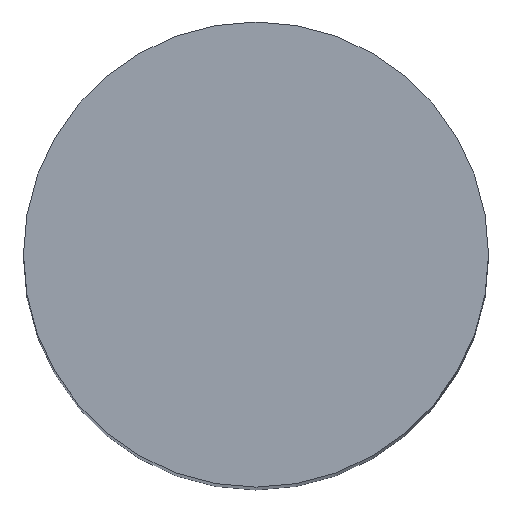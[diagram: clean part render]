
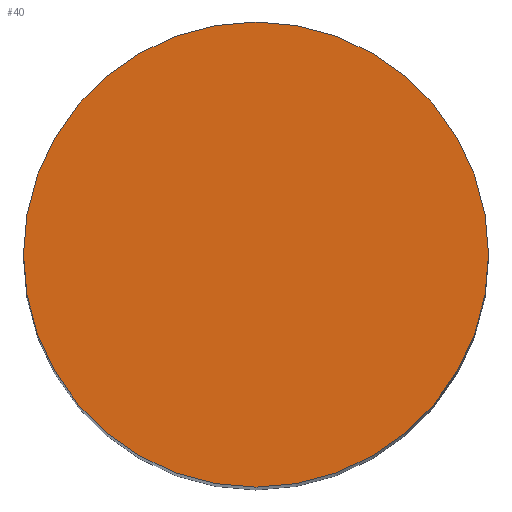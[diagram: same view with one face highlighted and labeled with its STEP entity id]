
A CAD part, top view. The second image highlights one B-rep face of the part: STEP entity #40.
In plain terms, the highlighted planar face has unit normal (0, 0, 1).
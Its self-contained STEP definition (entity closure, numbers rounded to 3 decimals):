
#15=PLANE('',#59);
#18=FACE_OUTER_BOUND('',#21,.T.);
#21=EDGE_LOOP('',(#36));
#26=CIRCLE('',#58,6.5);
#28=VERTEX_POINT('',#78);
#31=EDGE_CURVE('',#28,#28,#26,.T.);
#36=ORIENTED_EDGE('',*,*,#31,.T.);
#40=ADVANCED_FACE('',(#18),#15,.T.);
#58=AXIS2_PLACEMENT_3D('',#80,#68,#69);
#59=AXIS2_PLACEMENT_3D('',#81,#70,#71);
#68=DIRECTION('center_axis',(0.,0.,1.));
#69=DIRECTION('ref_axis',(1.,0.,0.));
#70=DIRECTION('center_axis',(0.,0.,1.));
#71=DIRECTION('ref_axis',(1.,0.,0.));
#78=CARTESIAN_POINT('',(6.5,0.,46.));
#80=CARTESIAN_POINT('Origin',(0.,0.,46.));
#81=CARTESIAN_POINT('Origin',(0.,0.,46.));
